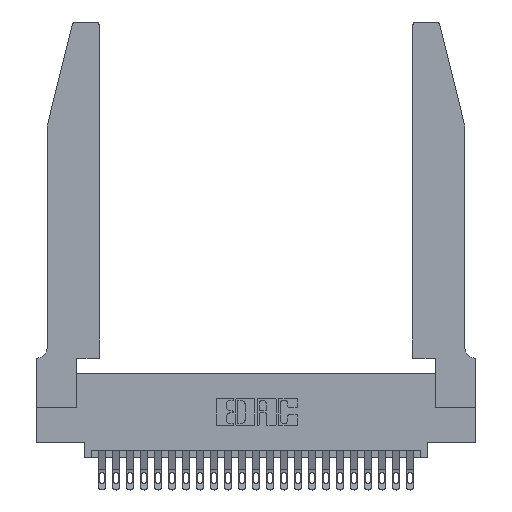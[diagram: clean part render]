
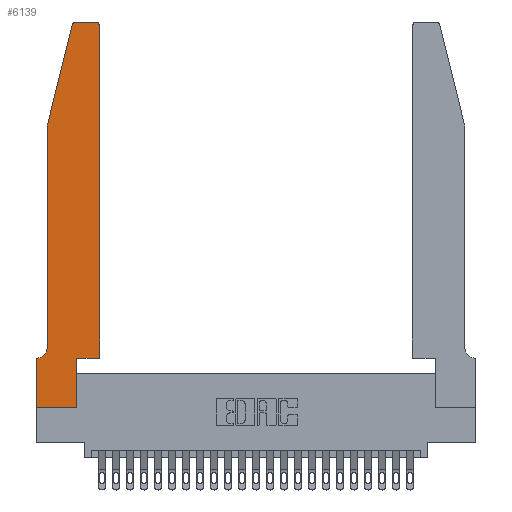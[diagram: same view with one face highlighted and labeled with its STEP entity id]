
A CAD part, top view. The second image highlights one B-rep face of the part: STEP entity #6139.
In plain terms, the highlighted planar face has unit normal (0, 0, 1).
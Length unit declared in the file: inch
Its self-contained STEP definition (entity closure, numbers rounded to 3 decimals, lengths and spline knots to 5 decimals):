
#228 = AXIS2_PLACEMENT_3D ( 'NONE', #8037, #21967, #12001 ) ;
#247 = EDGE_CURVE ( 'NONE', #8438, #14148, #9802, .T. ) ;
#832 = CARTESIAN_POINT ( 'NONE',  ( 0.4505, 2.72, 0.37 ) ) ;
#1248 = VECTOR ( 'NONE', #16691, 39.37008 ) ;
#1539 = ORIENTED_EDGE ( 'NONE', *, *, #13354, .T. ) ;
#1641 = CARTESIAN_POINT ( 'NONE',  ( 0.2865, 0.35, 0.37 ) ) ;
#1889 = LINE ( 'NONE', #5627, #13343 ) ;
#2094 = DIRECTION ( 'NONE',  ( 1., 0., 0. ) ) ;
#2129 = ORIENTED_EDGE ( 'NONE', *, *, #9785, .T. ) ;
#2375 = CARTESIAN_POINT ( 'NONE',  ( 0.284, 2.75, 0.37 ) ) ;
#2505 = CARTESIAN_POINT ( 'NONE',  ( 0.4205, 2.75, 0.37 ) ) ;
#2531 = EDGE_CURVE ( 'NONE', #11196, #13224, #21183, .T. ) ;
#2898 = VECTOR ( 'NONE', #25266, 39.37008 ) ;
#3020 = DIRECTION ( 'NONE',  ( 1., 0., 0. ) ) ;
#3388 = VECTOR ( 'NONE', #20551, 39.37008 ) ;
#3691 = VECTOR ( 'NONE', #17819, 39.37008 ) ;
#4138 = LINE ( 'NONE', #25253, #20672 ) ;
#4291 = VECTOR ( 'NONE', #3020, 39.37008 ) ;
#4939 = CARTESIAN_POINT ( 'NONE',  ( 0.4505, 0.35, 0.37 ) ) ;
#5028 = ORIENTED_EDGE ( 'NONE', *, *, #6693, .T. ) ;
#5468 = PLANE ( 'NONE',  #9989 ) ;
#5627 = CARTESIAN_POINT ( 'NONE',  ( 0., 0., 0.37 ) ) ;
#5781 = EDGE_LOOP ( 'NONE', ( #21768, #22105, #15244, #22136, #15551, #8893, #15446, #2129, #5028, #1539, #16704, #14222 ) ) ;
#5964 = LINE ( 'NONE', #4939, #2898 ) ;
#6077 = DIRECTION ( 'NONE',  ( 0., -1., 0. ) ) ;
#6139 = ADVANCED_FACE ( 'NONE', ( #24764 ), #5468, .T. ) ;
#6279 = VERTEX_POINT ( 'NONE', #25282 ) ;
#6407 = DIRECTION ( 'NONE',  ( 0., 0., 1. ) ) ;
#6693 = EDGE_CURVE ( 'NONE', #6279, #19968, #4138, .T. ) ;
#7777 = DIRECTION ( 'NONE',  ( 1., 0., 0. ) ) ;
#8037 = CARTESIAN_POINT ( 'NONE',  ( 0.0055, 0.42, 0.37 ) ) ;
#8274 = VERTEX_POINT ( 'NONE', #832 ) ;
#8438 = VERTEX_POINT ( 'NONE', #10348 ) ;
#8893 = ORIENTED_EDGE ( 'NONE', *, *, #14651, .T. ) ;
#9177 = EDGE_CURVE ( 'NONE', #23399, #9456, #1889, .T. ) ;
#9288 = LINE ( 'NONE', #18661, #1248 ) ;
#9385 = EDGE_CURVE ( 'NONE', #22042, #11196, #9288, .T. ) ;
#9456 = VERTEX_POINT ( 'NONE', #24122 ) ;
#9758 = DIRECTION ( 'NONE',  ( 1., 0., 0. ) ) ;
#9785 = EDGE_CURVE ( 'NONE', #9456, #6279, #14859, .T. ) ;
#9802 = CIRCLE ( 'NONE', #228, 0.07 ) ;
#9803 = DIRECTION ( 'NONE',  ( 0., -1., 0. ) ) ;
#9989 = AXIS2_PLACEMENT_3D ( 'NONE', #19022, #6407, #7777 ) ;
#10001 = LINE ( 'NONE', #18324, #21839 ) ;
#10037 = VERTEX_POINT ( 'NONE', #24788 ) ;
#10213 = EDGE_CURVE ( 'NONE', #13224, #10037, #19269, .T. ) ;
#10318 = DIRECTION ( 'NONE',  ( 0., 0., 1. ) ) ;
#10348 = CARTESIAN_POINT ( 'NONE',  ( 0.0755, 0.42, 0.37 ) ) ;
#10938 = AXIS2_PLACEMENT_3D ( 'NONE', #15630, #17666, #9758 ) ;
#11196 = VERTEX_POINT ( 'NONE', #2375 ) ;
#11688 = CIRCLE ( 'NONE', #10938, 0.03 ) ;
#12001 = DIRECTION ( 'NONE',  ( -1., 0., 0. ) ) ;
#13224 = VERTEX_POINT ( 'NONE', #14993 ) ;
#13343 = VECTOR ( 'NONE', #9803, 39.37008 ) ;
#13354 = EDGE_CURVE ( 'NONE', #19968, #15666, #5964, .T. ) ;
#13604 = EDGE_CURVE ( 'NONE', #15666, #8274, #10001, .T. ) ;
#14148 = VERTEX_POINT ( 'NONE', #15822 ) ;
#14222 = ORIENTED_EDGE ( 'NONE', *, *, #15790, .T. ) ;
#14651 = EDGE_CURVE ( 'NONE', #14148, #23399, #18975, .T. ) ;
#14859 = LINE ( 'NONE', #20404, #4291 ) ;
#14993 = CARTESIAN_POINT ( 'NONE',  ( 0.25487, 2.72718, 0.37 ) ) ;
#15244 = ORIENTED_EDGE ( 'NONE', *, *, #10213, .T. ) ;
#15446 = ORIENTED_EDGE ( 'NONE', *, *, #9177, .T. ) ;
#15551 = ORIENTED_EDGE ( 'NONE', *, *, #247, .T. ) ;
#15630 = CARTESIAN_POINT ( 'NONE',  ( 0.4205, 2.72, 0.37 ) ) ;
#15666 = VERTEX_POINT ( 'NONE', #18861 ) ;
#15790 = EDGE_CURVE ( 'NONE', #8274, #22042, #11688, .T. ) ;
#15822 = CARTESIAN_POINT ( 'NONE',  ( 0.0055, 0.35, 0.37 ) ) ;
#16389 = CARTESIAN_POINT ( 'NONE',  ( 0.0755, 2., 0.37 ) ) ;
#16691 = DIRECTION ( 'NONE',  ( -1., 0., 0. ) ) ;
#16704 = ORIENTED_EDGE ( 'NONE', *, *, #13604, .T. ) ;
#17666 = DIRECTION ( 'NONE',  ( 0., 0., 1. ) ) ;
#17819 = DIRECTION ( 'NONE',  ( -1., 0., 0. ) ) ;
#18324 = CARTESIAN_POINT ( 'NONE',  ( 0.4505, 0.35, 0.37 ) ) ;
#18661 = CARTESIAN_POINT ( 'NONE',  ( 0.2605, 2.75, 0.37 ) ) ;
#18861 = CARTESIAN_POINT ( 'NONE',  ( 0.4505, 0.35, 0.37 ) ) ;
#18891 = DIRECTION ( 'NONE',  ( 0., 1., 0. ) ) ;
#18975 = LINE ( 'NONE', #23936, #3691 ) ;
#19022 = CARTESIAN_POINT ( 'NONE',  ( 0., 0.35, 0.37 ) ) ;
#19269 = LINE ( 'NONE', #16389, #3388 ) ;
#19968 = VERTEX_POINT ( 'NONE', #1641 ) ;
#20008 = VECTOR ( 'NONE', #6077, 39.37008 ) ;
#20284 = AXIS2_PLACEMENT_3D ( 'NONE', #24088, #10318, #2094 ) ;
#20404 = CARTESIAN_POINT ( 'NONE',  ( 0., 0., 0.37 ) ) ;
#20551 = DIRECTION ( 'NONE',  ( -0.239, -0.971, 0. ) ) ;
#20672 = VECTOR ( 'NONE', #18891, 39.37008 ) ;
#21183 = CIRCLE ( 'NONE', #20284, 0.03 ) ;
#21768 = ORIENTED_EDGE ( 'NONE', *, *, #9385, .T. ) ;
#21839 = VECTOR ( 'NONE', #24257, 39.37008 ) ;
#21967 = DIRECTION ( 'NONE',  ( 0., 0., -1. ) ) ;
#22042 = VERTEX_POINT ( 'NONE', #2505 ) ;
#22105 = ORIENTED_EDGE ( 'NONE', *, *, #2531, .T. ) ;
#22136 = ORIENTED_EDGE ( 'NONE', *, *, #24247, .T. ) ;
#23399 = VERTEX_POINT ( 'NONE', #23482 ) ;
#23482 = CARTESIAN_POINT ( 'NONE',  ( 0., 0.35, 0.37 ) ) ;
#23936 = CARTESIAN_POINT ( 'NONE',  ( 0.0755, 0.35, 0.37 ) ) ;
#24057 = LINE ( 'NONE', #25753, #20008 ) ;
#24088 = CARTESIAN_POINT ( 'NONE',  ( 0.284, 2.72, 0.37 ) ) ;
#24122 = CARTESIAN_POINT ( 'NONE',  ( 0., 0., 0.37 ) ) ;
#24247 = EDGE_CURVE ( 'NONE', #10037, #8438, #24057, .T. ) ;
#24257 = DIRECTION ( 'NONE',  ( 0., 1., 0. ) ) ;
#24764 = FACE_OUTER_BOUND ( 'NONE', #5781, .T. ) ;
#24788 = CARTESIAN_POINT ( 'NONE',  ( 0.0755, 2., 0.37 ) ) ;
#25253 = CARTESIAN_POINT ( 'NONE',  ( 0.2865, 0.35, 0.37 ) ) ;
#25266 = DIRECTION ( 'NONE',  ( 1., 0., 0. ) ) ;
#25282 = CARTESIAN_POINT ( 'NONE',  ( 0.2865, 0., 0.37 ) ) ;
#25753 = CARTESIAN_POINT ( 'NONE',  ( 0.0755, 2., 0.37 ) ) ;
